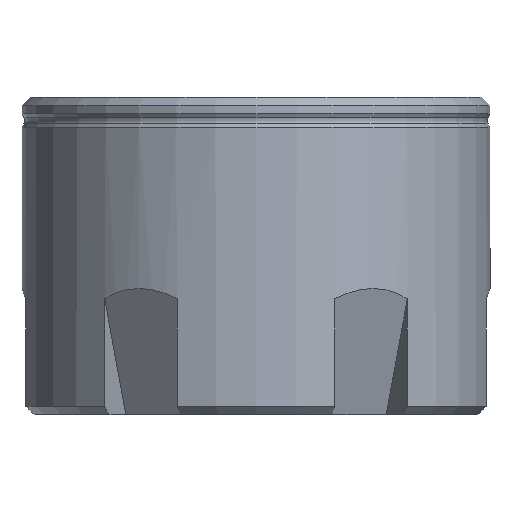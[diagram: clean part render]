
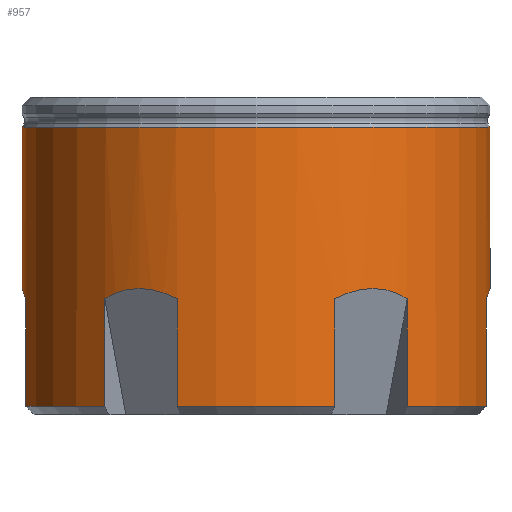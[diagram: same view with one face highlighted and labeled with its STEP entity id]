
A CAD part, left-side view. The second image highlights one B-rep face of the part: STEP entity #957.
In plain terms, the highlighted cylindrical face has radius 14 mm (diameter 28 mm), a full revolution.
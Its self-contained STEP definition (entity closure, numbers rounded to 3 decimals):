
#27=LINE('',#1311,#69);
#28=LINE('',#1318,#70);
#34=LINE('',#1331,#76);
#35=LINE('',#1336,#77);
#41=LINE('',#1349,#83);
#42=LINE('',#1351,#84);
#48=LINE('',#1365,#90);
#49=LINE('',#1369,#91);
#55=LINE('',#1383,#97);
#56=LINE('',#1390,#98);
#60=LINE('',#1442,#102);
#61=LINE('',#1448,#103);
#69=VECTOR('',#1095,1000.);
#70=VECTOR('',#1102,1000.);
#76=VECTOR('',#1114,1000.);
#77=VECTOR('',#1119,1000.);
#83=VECTOR('',#1131,1000.);
#84=VECTOR('',#1134,1000.);
#90=VECTOR('',#1146,1000.);
#91=VECTOR('',#1151,1000.);
#97=VECTOR('',#1163,1000.);
#98=VECTOR('',#1170,1000.);
#102=VECTOR('',#1238,1000.);
#103=VECTOR('',#1245,1000.);
#107=ELLIPSE('',#984,40.933,14.);
#108=ELLIPSE('',#990,40.933,14.);
#109=ELLIPSE('',#995,40.933,14.);
#110=ELLIPSE('',#999,40.933,14.);
#111=ELLIPSE('',#1004,40.933,14.);
#112=ELLIPSE('',#1043,40.933,14.);
#138=CYLINDRICAL_SURFACE('',#1042,14.);
#246=ORIENTED_EDGE('',*,*,#388,.F.);
#247=ORIENTED_EDGE('',*,*,#391,.T.);
#248=ORIENTED_EDGE('',*,*,#393,.T.);
#249=ORIENTED_EDGE('',*,*,#394,.F.);
#250=ORIENTED_EDGE('',*,*,#395,.F.);
#251=ORIENTED_EDGE('',*,*,#367,.T.);
#252=ORIENTED_EDGE('',*,*,#362,.T.);
#253=ORIENTED_EDGE('',*,*,#370,.F.);
#254=ORIENTED_EDGE('',*,*,#377,.F.);
#255=ORIENTED_EDGE('',*,*,#358,.T.);
#256=ORIENTED_EDGE('',*,*,#353,.T.);
#257=ORIENTED_EDGE('',*,*,#360,.F.);
#258=ORIENTED_EDGE('',*,*,#316,.F.);
#259=ORIENTED_EDGE('',*,*,#350,.T.);
#260=ORIENTED_EDGE('',*,*,#345,.T.);
#261=ORIENTED_EDGE('',*,*,#351,.F.);
#262=ORIENTED_EDGE('',*,*,#320,.F.);
#263=ORIENTED_EDGE('',*,*,#341,.T.);
#264=ORIENTED_EDGE('',*,*,#336,.T.);
#265=ORIENTED_EDGE('',*,*,#343,.F.);
#266=ORIENTED_EDGE('',*,*,#383,.F.);
#267=ORIENTED_EDGE('',*,*,#331,.T.);
#268=ORIENTED_EDGE('',*,*,#326,.T.);
#269=ORIENTED_EDGE('',*,*,#334,.F.);
#270=ORIENTED_EDGE('',*,*,#396,.F.);
#316=EDGE_CURVE('',#404,#405,#468,.T.);
#320=EDGE_CURVE('',#408,#409,#472,.T.);
#326=EDGE_CURVE('',#414,#415,#107,.T.);
#331=EDGE_CURVE('',#419,#414,#27,.T.);
#334=EDGE_CURVE('',#420,#415,#28,.T.);
#336=EDGE_CURVE('',#422,#423,#108,.T.);
#341=EDGE_CURVE('',#408,#422,#34,.T.);
#343=EDGE_CURVE('',#426,#423,#35,.T.);
#345=EDGE_CURVE('',#428,#429,#109,.T.);
#350=EDGE_CURVE('',#404,#428,#41,.T.);
#351=EDGE_CURVE('',#409,#429,#42,.T.);
#353=EDGE_CURVE('',#432,#433,#110,.T.);
#358=EDGE_CURVE('',#437,#432,#48,.T.);
#360=EDGE_CURVE('',#405,#433,#49,.T.);
#362=EDGE_CURVE('',#438,#439,#111,.T.);
#367=EDGE_CURVE('',#443,#438,#55,.T.);
#370=EDGE_CURVE('',#444,#439,#56,.T.);
#377=EDGE_CURVE('',#437,#444,#489,.T.);
#383=EDGE_CURVE('',#419,#426,#495,.T.);
#388=EDGE_CURVE('',#458,#458,#500,.T.);
#391=EDGE_CURVE('',#462,#461,#60,.T.);
#393=EDGE_CURVE('',#461,#463,#112,.T.);
#394=EDGE_CURVE('',#464,#463,#61,.T.);
#395=EDGE_CURVE('',#443,#464,#502,.T.);
#396=EDGE_CURVE('',#462,#420,#503,.T.);
#404=VERTEX_POINT('',#1278);
#405=VERTEX_POINT('',#1279);
#408=VERTEX_POINT('',#1287);
#409=VERTEX_POINT('',#1288);
#414=VERTEX_POINT('',#1301);
#415=VERTEX_POINT('',#1302);
#419=VERTEX_POINT('',#1312);
#420=VERTEX_POINT('',#1316);
#422=VERTEX_POINT('',#1322);
#423=VERTEX_POINT('',#1323);
#426=VERTEX_POINT('',#1334);
#428=VERTEX_POINT('',#1340);
#429=VERTEX_POINT('',#1341);
#432=VERTEX_POINT('',#1355);
#433=VERTEX_POINT('',#1356);
#437=VERTEX_POINT('',#1366);
#438=VERTEX_POINT('',#1373);
#439=VERTEX_POINT('',#1374);
#443=VERTEX_POINT('',#1384);
#444=VERTEX_POINT('',#1388);
#458=VERTEX_POINT('',#1435);
#461=VERTEX_POINT('',#1441);
#462=VERTEX_POINT('',#1443);
#463=VERTEX_POINT('',#1447);
#464=VERTEX_POINT('',#1449);
#468=CIRCLE('',#971,14.);
#472=CIRCLE('',#976,14.);
#489=CIRCLE('',#1018,14.);
#495=CIRCLE('',#1028,14.);
#500=CIRCLE('',#1039,14.);
#502=CIRCLE('',#1044,14.);
#503=CIRCLE('',#1045,14.);
#554=EDGE_LOOP('',(#246));
#555=EDGE_LOOP('',(#247,#248,#249,#250,#251,#252,#253,#254,#255,#256,#257,
#258,#259,#260,#261,#262,#263,#264,#265,#266,#267,#268,#269,#270));
#612=FACE_BOUND('',#554,.T.);
#613=FACE_BOUND('',#555,.T.);
#957=ADVANCED_FACE('',(#612,#613),#138,.T.);
#971=AXIS2_PLACEMENT_3D('',#1277,#1061,#1062);
#976=AXIS2_PLACEMENT_3D('',#1286,#1071,#1072);
#984=AXIS2_PLACEMENT_3D('',#1300,#1087,#1088);
#990=AXIS2_PLACEMENT_3D('',#1321,#1106,#1107);
#995=AXIS2_PLACEMENT_3D('',#1339,#1123,#1124);
#999=AXIS2_PLACEMENT_3D('',#1354,#1138,#1139);
#1004=AXIS2_PLACEMENT_3D('',#1372,#1155,#1156);
#1018=AXIS2_PLACEMENT_3D('',#1406,#1190,#1191);
#1028=AXIS2_PLACEMENT_3D('',#1420,#1210,#1211);
#1039=AXIS2_PLACEMENT_3D('',#1434,#1232,#1233);
#1042=AXIS2_PLACEMENT_3D('',#1445,#1241,#1242);
#1043=AXIS2_PLACEMENT_3D('',#1446,#1243,#1244);
#1044=AXIS2_PLACEMENT_3D('',#1450,#1246,#1247);
#1045=AXIS2_PLACEMENT_3D('',#1451,#1248,#1249);
#1061=DIRECTION('',(0.,0.,-1.));
#1062=DIRECTION('',(-1.,0.,0.));
#1071=DIRECTION('',(0.,0.,-1.));
#1072=DIRECTION('',(-1.,0.,0.));
#1087=DIRECTION('',(0.,-0.94,0.342));
#1088=DIRECTION('',(0.,0.342,0.94));
#1095=DIRECTION('',(0.,0.,1.));
#1102=DIRECTION('',(0.,0.,1.));
#1106=DIRECTION('',(-0.814,-0.47,0.342));
#1107=DIRECTION('',(0.296,0.171,0.94));
#1114=DIRECTION('',(0.,0.,1.));
#1119=DIRECTION('',(0.,0.,1.));
#1123=DIRECTION('',(-0.814,0.47,0.342));
#1124=DIRECTION('',(0.296,-0.171,0.94));
#1131=DIRECTION('',(0.,0.,1.));
#1134=DIRECTION('',(0.,0.,1.));
#1138=DIRECTION('',(0.,0.94,0.342));
#1139=DIRECTION('',(0.,-0.342,0.94));
#1146=DIRECTION('',(0.,0.,1.));
#1151=DIRECTION('',(0.,0.,1.));
#1155=DIRECTION('',(0.814,0.47,0.342));
#1156=DIRECTION('',(-0.296,-0.171,0.94));
#1163=DIRECTION('',(0.,0.,1.));
#1170=DIRECTION('',(0.,0.,1.));
#1190=DIRECTION('',(0.,0.,-1.));
#1191=DIRECTION('',(-1.,0.,0.));
#1210=DIRECTION('',(0.,0.,-1.));
#1211=DIRECTION('',(-1.,0.,0.));
#1232=DIRECTION('',(0.,0.,1.));
#1233=DIRECTION('',(1.,0.,0.));
#1238=DIRECTION('',(0.,0.,1.));
#1241=DIRECTION('',(0.,0.,-1.));
#1242=DIRECTION('',(1.,0.,0.));
#1243=DIRECTION('',(0.814,-0.47,0.342));
#1244=DIRECTION('',(-0.296,0.171,0.94));
#1245=DIRECTION('',(0.,0.,1.));
#1246=DIRECTION('',(0.,0.,-1.));
#1247=DIRECTION('',(-1.,0.,0.));
#1248=DIRECTION('',(0.,0.,-1.));
#1249=DIRECTION('',(-1.,0.,0.));
#1277=CARTESIAN_POINT('',(0.,0.,0.5));
#1278=CARTESIAN_POINT('',(10.679,-9.053,0.5));
#1279=CARTESIAN_POINT('',(2.5,-13.775,0.5));
#1286=CARTESIAN_POINT('',(0.,0.,0.5));
#1287=CARTESIAN_POINT('',(13.179,4.722,0.5));
#1288=CARTESIAN_POINT('',(13.179,-4.722,0.5));
#1300=CARTESIAN_POINT('',(0.,0.,-30.909));
#1301=CARTESIAN_POINT('',(2.5,13.775,6.937));
#1302=CARTESIAN_POINT('',(-2.5,13.775,6.937));
#1311=CARTESIAN_POINT('',(2.5,13.775,0.));
#1312=CARTESIAN_POINT('',(2.5,13.775,0.5));
#1316=CARTESIAN_POINT('',(-2.5,13.775,0.5));
#1318=CARTESIAN_POINT('',(-2.5,13.775,0.));
#1321=CARTESIAN_POINT('',(0.,0.,-30.909));
#1322=CARTESIAN_POINT('',(13.179,4.722,6.937));
#1323=CARTESIAN_POINT('',(10.679,9.053,6.937));
#1331=CARTESIAN_POINT('',(13.179,4.722,0.));
#1334=CARTESIAN_POINT('',(10.679,9.053,0.5));
#1336=CARTESIAN_POINT('',(10.679,9.053,0.));
#1339=CARTESIAN_POINT('',(0.,0.,-30.909));
#1340=CARTESIAN_POINT('',(10.679,-9.053,6.937));
#1341=CARTESIAN_POINT('',(13.179,-4.722,6.937));
#1349=CARTESIAN_POINT('',(10.679,-9.053,0.));
#1351=CARTESIAN_POINT('',(13.179,-4.722,0.));
#1354=CARTESIAN_POINT('',(0.,0.,-30.909));
#1355=CARTESIAN_POINT('',(-2.5,-13.775,6.937));
#1356=CARTESIAN_POINT('',(2.5,-13.775,6.937));
#1365=CARTESIAN_POINT('',(-2.5,-13.775,0.));
#1366=CARTESIAN_POINT('',(-2.5,-13.775,0.5));
#1369=CARTESIAN_POINT('',(2.5,-13.775,0.));
#1372=CARTESIAN_POINT('',(0.,0.,-30.909));
#1373=CARTESIAN_POINT('',(-13.179,-4.722,6.937));
#1374=CARTESIAN_POINT('',(-10.679,-9.053,6.937));
#1383=CARTESIAN_POINT('',(-13.179,-4.722,0.));
#1384=CARTESIAN_POINT('',(-13.179,-4.722,0.5));
#1388=CARTESIAN_POINT('',(-10.679,-9.053,0.5));
#1390=CARTESIAN_POINT('',(-10.679,-9.053,0.));
#1406=CARTESIAN_POINT('',(0.,0.,0.5));
#1420=CARTESIAN_POINT('',(0.,0.,0.5));
#1434=CARTESIAN_POINT('',(0.,0.,17.2));
#1435=CARTESIAN_POINT('',(14.,0.,17.2));
#1441=CARTESIAN_POINT('',(-10.679,9.053,6.937));
#1442=CARTESIAN_POINT('',(-10.679,9.053,0.));
#1443=CARTESIAN_POINT('',(-10.679,9.053,0.5));
#1445=CARTESIAN_POINT('',(0.,0.,0.));
#1446=CARTESIAN_POINT('',(0.,0.,-30.909));
#1447=CARTESIAN_POINT('',(-13.179,4.722,6.937));
#1448=CARTESIAN_POINT('',(-13.179,4.722,0.));
#1449=CARTESIAN_POINT('',(-13.179,4.722,0.5));
#1450=CARTESIAN_POINT('',(0.,0.,0.5));
#1451=CARTESIAN_POINT('',(0.,0.,0.5));
